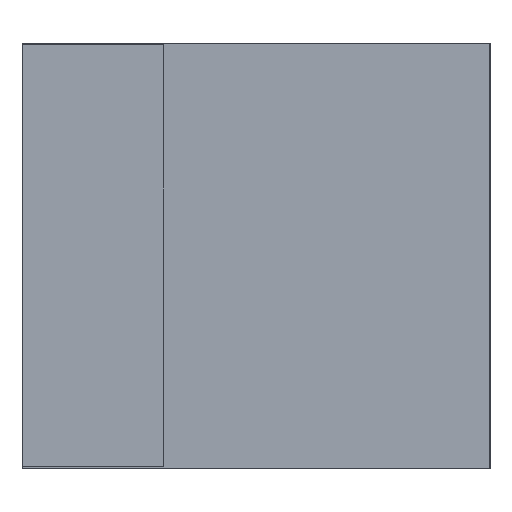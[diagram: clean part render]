
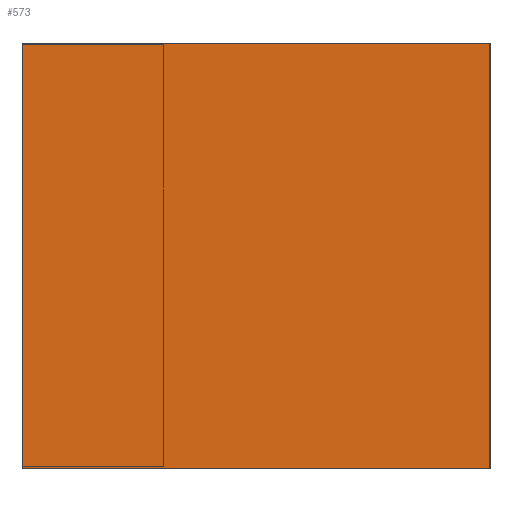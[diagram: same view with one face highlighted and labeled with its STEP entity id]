
A CAD part, left-side view. The second image highlights one B-rep face of the part: STEP entity #573.
In plain terms, the highlighted planar face has unit normal (-1, 0, 0).
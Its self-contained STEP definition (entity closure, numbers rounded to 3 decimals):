
#31 = CARTESIAN_POINT ( 'NONE',  ( -0.3, 0.33, 0.15 ) ) ;
#62 = DIRECTION ( 'NONE',  ( 0., -1., 0. ) ) ;
#64 = CARTESIAN_POINT ( 'NONE',  ( -0.3, 0.33, -0.15 ) ) ;
#98 = ORIENTED_EDGE ( 'NONE', *, *, #901, .F. ) ;
#107 = ORIENTED_EDGE ( 'NONE', *, *, #631, .T. ) ;
#136 = CARTESIAN_POINT ( 'NONE',  ( -0.3, 0.33, 0.15 ) ) ;
#168 = VERTEX_POINT ( 'NONE', #31 ) ;
#245 = FACE_OUTER_BOUND ( 'NONE', #540, .T. ) ;
#255 = DIRECTION ( 'NONE',  ( 1., 0., 0. ) ) ;
#260 = DIRECTION ( 'NONE',  ( 0., 0., 1. ) ) ;
#293 = ORIENTED_EDGE ( 'NONE', *, *, #299, .F. ) ;
#299 = EDGE_CURVE ( 'NONE', #168, #598, #989, .T. ) ;
#324 = ORIENTED_EDGE ( 'NONE', *, *, #336, .T. ) ;
#336 = EDGE_CURVE ( 'NONE', #863, #598, #619, .T. ) ;
#421 = LINE ( 'NONE', #813, #725 ) ;
#474 = VECTOR ( 'NONE', #690, 1000. ) ;
#526 = CARTESIAN_POINT ( 'NONE',  ( -0.3, 0.33, 0.15 ) ) ;
#540 = EDGE_LOOP ( 'NONE', ( #324, #293, #98, #107 ) ) ;
#557 = VECTOR ( 'NONE', #62, 1000. ) ;
#573 = ADVANCED_FACE ( 'NONE', ( #245 ), #1154, .F. ) ;
#598 = VERTEX_POINT ( 'NONE', #920 ) ;
#619 = LINE ( 'NONE', #1078, #1177 ) ;
#625 = DIRECTION ( 'NONE',  ( 0., 0., -1. ) ) ;
#631 = EDGE_CURVE ( 'NONE', #1037, #863, #421, .T. ) ;
#653 = AXIS2_PLACEMENT_3D ( 'NONE', #1073, #255, #625 ) ;
#690 = DIRECTION ( 'NONE',  ( 0., 0., 1. ) ) ;
#725 = VECTOR ( 'NONE', #874, 1000. ) ;
#813 = CARTESIAN_POINT ( 'NONE',  ( -0.3, 0.33, -0.15 ) ) ;
#863 = VERTEX_POINT ( 'NONE', #921 ) ;
#874 = DIRECTION ( 'NONE',  ( 0., -1., 0. ) ) ;
#901 = EDGE_CURVE ( 'NONE', #1037, #168, #946, .T. ) ;
#920 = CARTESIAN_POINT ( 'NONE',  ( -0.3, 0., 0.15 ) ) ;
#921 = CARTESIAN_POINT ( 'NONE',  ( -0.3, 0., -0.15 ) ) ;
#946 = LINE ( 'NONE', #136, #474 ) ;
#989 = LINE ( 'NONE', #526, #557 ) ;
#1037 = VERTEX_POINT ( 'NONE', #64 ) ;
#1073 = CARTESIAN_POINT ( 'NONE',  ( -0.3, 0.33, 0.15 ) ) ;
#1078 = CARTESIAN_POINT ( 'NONE',  ( -0.3, 0., 0.15 ) ) ;
#1154 = PLANE ( 'NONE',  #653 ) ;
#1177 = VECTOR ( 'NONE', #260, 1000. ) ;
